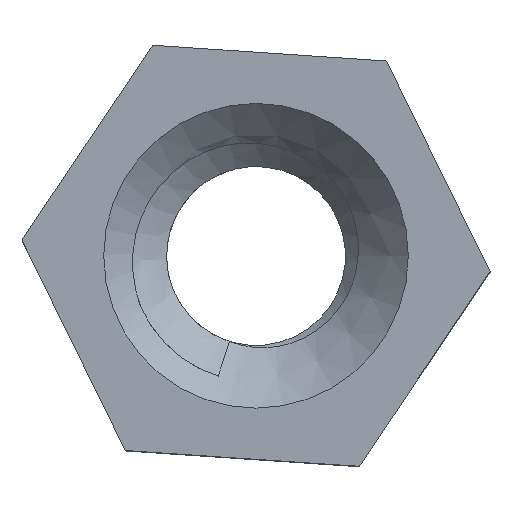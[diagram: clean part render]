
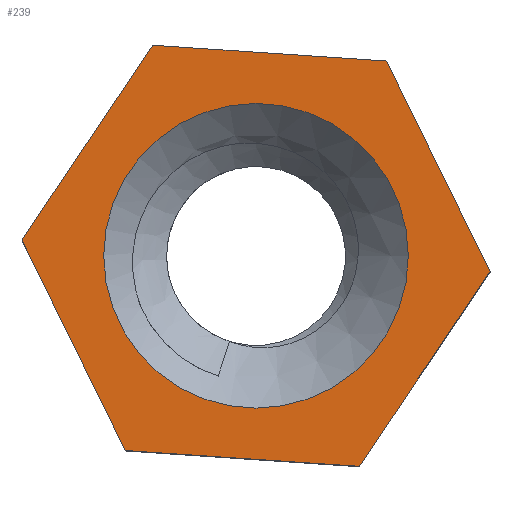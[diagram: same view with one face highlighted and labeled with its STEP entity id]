
A CAD part, top view. The second image highlights one B-rep face of the part: STEP entity #239.
In plain terms, the highlighted planar face has unit normal (0, 0, 1).
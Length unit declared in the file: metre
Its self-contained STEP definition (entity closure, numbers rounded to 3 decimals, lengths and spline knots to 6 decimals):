
#26=CIRCLE('',#268,0.009);
#56=ORIENTED_EDGE('',*,*,#112,.F.);
#57=ORIENTED_EDGE('',*,*,#96,.T.);
#58=ORIENTED_EDGE('',*,*,#100,.T.);
#59=ORIENTED_EDGE('',*,*,#103,.T.);
#60=ORIENTED_EDGE('',*,*,#106,.T.);
#61=ORIENTED_EDGE('',*,*,#109,.T.);
#62=ORIENTED_EDGE('',*,*,#111,.T.);
#96=EDGE_CURVE('',#128,#127,#149,.T.);
#100=EDGE_CURVE('',#127,#130,#153,.T.);
#103=EDGE_CURVE('',#130,#132,#156,.T.);
#106=EDGE_CURVE('',#132,#134,#159,.T.);
#109=EDGE_CURVE('',#134,#136,#162,.T.);
#111=EDGE_CURVE('',#136,#128,#164,.T.);
#112=EDGE_CURVE('',#137,#137,#26,.T.);
#127=VERTEX_POINT('',#344);
#128=VERTEX_POINT('',#346);
#130=VERTEX_POINT('',#352);
#132=VERTEX_POINT('',#358);
#134=VERTEX_POINT('',#364);
#136=VERTEX_POINT('',#370);
#137=VERTEX_POINT('',#377);
#149=LINE('',#345,#167);
#153=LINE('',#353,#171);
#156=LINE('',#359,#174);
#159=LINE('',#365,#177);
#162=LINE('',#371,#180);
#164=LINE('',#374,#182);
#167=VECTOR('',#286,1.);
#171=VECTOR('',#292,1.);
#174=VECTOR('',#297,1.);
#177=VECTOR('',#302,1.);
#180=VECTOR('',#307,1.);
#182=VECTOR('',#311,1.);
#189=EDGE_LOOP('',(#56));
#190=EDGE_LOOP('',(#57,#58,#59,#60,#61,#62));
#210=FACE_BOUND('',#189,.T.);
#211=FACE_BOUND('',#190,.T.);
#231=PLANE('',#267);
#239=ADVANCED_FACE('',(#210,#211),#231,.T.);
#267=AXIS2_PLACEMENT_3D('',#375,#312,#313);
#268=AXIS2_PLACEMENT_3D('',#376,#314,#315);
#286=DIRECTION('',(0.557,0.83,0.));
#292=DIRECTION('',(-0.44,0.898,0.));
#297=DIRECTION('',(-0.998,0.067,0.));
#302=DIRECTION('',(-0.557,-0.83,0.));
#307=DIRECTION('',(0.44,-0.898,0.));
#311=DIRECTION('',(0.998,-0.067,0.));
#312=DIRECTION('',(0.,0.,1.));
#313=DIRECTION('',(1.,0.,0.));
#314=DIRECTION('',(0.,0.,1.));
#315=DIRECTION('',(1.,0.,0.));
#344=CARTESIAN_POINT('',(-0.101525,-0.000934,0.13));
#345=CARTESIAN_POINT('',(-0.105386,-0.006687,0.13));
#346=CARTESIAN_POINT('',(-0.109246,-0.01244,0.13));
#352=CARTESIAN_POINT('',(-0.107629,0.011506,0.13));
#353=CARTESIAN_POINT('',(-0.104577,0.005286,0.13));
#358=CARTESIAN_POINT('',(-0.121454,0.01244,0.13));
#359=CARTESIAN_POINT('',(-0.114541,0.011973,0.13));
#364=CARTESIAN_POINT('',(-0.129175,0.000934,0.13));
#365=CARTESIAN_POINT('',(-0.125314,0.006687,0.13));
#370=CARTESIAN_POINT('',(-0.123071,-0.011506,0.13));
#371=CARTESIAN_POINT('',(-0.126123,-0.005286,0.13));
#374=CARTESIAN_POINT('',(-0.116159,-0.011973,0.13));
#375=CARTESIAN_POINT('',(-0.11535,0.,0.13));
#376=CARTESIAN_POINT('',(-0.11535,0.,0.13));
#377=CARTESIAN_POINT('',(-0.10635,0.,0.13));
